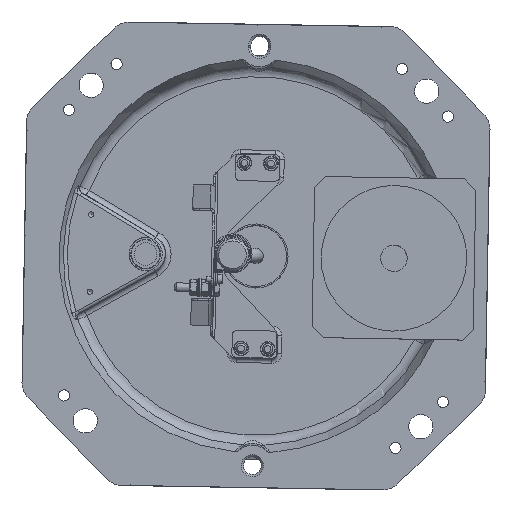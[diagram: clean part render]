
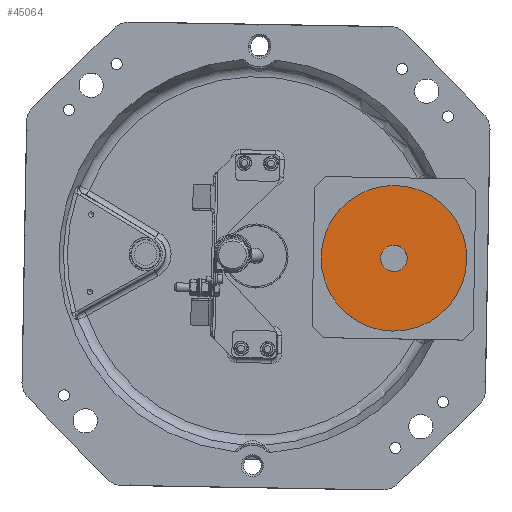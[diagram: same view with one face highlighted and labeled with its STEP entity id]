
A CAD part, top view. The second image highlights one B-rep face of the part: STEP entity #45064.
In plain terms, the highlighted face is planar.
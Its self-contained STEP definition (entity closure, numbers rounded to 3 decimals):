
#7639=FACE_BOUND('',#14001,.T.);
#8395=PLANE('',#50180);
#11003=FACE_OUTER_BOUND('',#14000,.T.);
#14000=EDGE_LOOP('',(#38514));
#14001=EDGE_LOOP('',(#38515));
#16845=CIRCLE('',#50179,12.);
#16846=CIRCLE('',#50181,66.);
#20622=VERTEX_POINT('',#105725);
#20623=VERTEX_POINT('',#105729);
#26674=EDGE_CURVE('',#20622,#20622,#16845,.T.);
#26676=EDGE_CURVE('',#20623,#20623,#16846,.T.);
#38514=ORIENTED_EDGE('',*,*,#26676,.F.);
#38515=ORIENTED_EDGE('',*,*,#26674,.F.);
#45064=ADVANCED_FACE('',(#11003,#7639),#8395,.T.);
#50179=AXIS2_PLACEMENT_3D('',#105726,#61563,#61564);
#50180=AXIS2_PLACEMENT_3D('',#105728,#61566,#61567);
#50181=AXIS2_PLACEMENT_3D('',#105730,#61568,#61569);
#61563=DIRECTION('center_axis',(0.,0.,
-1.));
#61564=DIRECTION('ref_axis',(-1.,0.,0.));
#61566=DIRECTION('center_axis',(0.,0.,
-1.));
#61567=DIRECTION('ref_axis',(-1.,0.,0.));
#61568=DIRECTION('center_axis',(0.,0.,
1.));
#61569=DIRECTION('ref_axis',(-1.,0.,0.));
#105725=CARTESIAN_POINT('',(12.,125.,-53.25));
#105726=CARTESIAN_POINT('Origin',(0.,125.,
-53.25));
#105728=CARTESIAN_POINT('Origin',(0.,125.,
-53.25));
#105729=CARTESIAN_POINT('',(66.,125.,-53.25));
#105730=CARTESIAN_POINT('Origin',(0.,125.,
-53.25));
